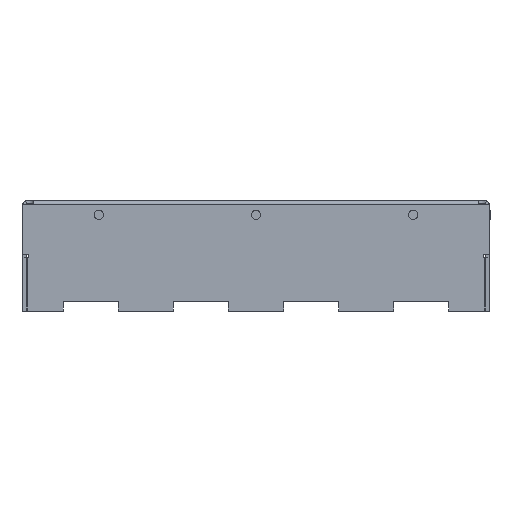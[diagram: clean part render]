
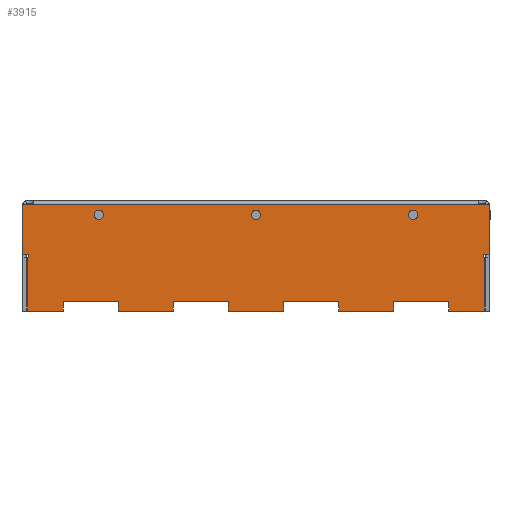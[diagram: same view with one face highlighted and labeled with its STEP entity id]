
A CAD part, front view. The second image highlights one B-rep face of the part: STEP entity #3915.
In plain terms, the highlighted planar face has unit normal (0, -1, 0).
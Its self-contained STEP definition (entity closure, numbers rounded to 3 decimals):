
#100=PLANE('',#4219);
#291=FACE_OUTER_BOUND('',#525,.T.);
#525=EDGE_LOOP('',(#3085,#3086,#3087,#3088,#3089,#3090,#3091,#3092,#3093,
#3094,#3095,#3096,#3097,#3098,#3099,#3100,#3101,#3102,#3103,#3104,#3105,
#3106,#3107,#3108,#3109,#3110,#3111,#3112,#3113,#3114));
#725=LINE('',#5565,#1201);
#895=LINE('',#6013,#1371);
#898=LINE('',#6020,#1374);
#905=LINE('',#6035,#1381);
#909=LINE('',#6042,#1385);
#911=LINE('',#6045,#1387);
#941=LINE('',#6104,#1417);
#943=LINE('',#6107,#1419);
#944=LINE('',#6111,#1420);
#945=LINE('',#6113,#1421);
#946=LINE('',#6115,#1422);
#947=LINE('',#6117,#1423);
#948=LINE('',#6119,#1424);
#949=LINE('',#6121,#1425);
#950=LINE('',#6123,#1426);
#951=LINE('',#6125,#1427);
#952=LINE('',#6127,#1428);
#953=LINE('',#6129,#1429);
#954=LINE('',#6131,#1430);
#955=LINE('',#6133,#1431);
#956=LINE('',#6135,#1432);
#957=LINE('',#6137,#1433);
#958=LINE('',#6139,#1434);
#959=LINE('',#6141,#1435);
#960=LINE('',#6143,#1436);
#961=LINE('',#6145,#1437);
#962=LINE('',#6147,#1438);
#963=LINE('',#6149,#1439);
#964=LINE('',#6151,#1440);
#965=LINE('',#6152,#1441);
#1201=VECTOR('',#4459,24.285);
#1371=VECTOR('',#4795,0.557);
#1374=VECTOR('',#4800,2.935);
#1381=VECTOR('',#4813,0.33);
#1385=VECTOR('',#4819,0.065);
#1387=VECTOR('',#4823,0.13);
#1417=VECTOR('',#4865,1.935);
#1419=VECTOR('',#4869,2.735);
#1420=VECTOR('',#4874,0.557);
#1421=VECTOR('',#4875,2.735);
#1422=VECTOR('',#4876,0.33);
#1423=VECTOR('',#4877,0.13);
#1424=VECTOR('',#4878,0.065);
#1425=VECTOR('',#4879,2.935);
#1426=VECTOR('',#4880,1.935);
#1427=VECTOR('',#4881,0.5);
#1428=VECTOR('',#4882,3.);
#1429=VECTOR('',#4883,0.5);
#1430=VECTOR('',#4884,3.);
#1431=VECTOR('',#4885,0.5);
#1432=VECTOR('',#4886,3.);
#1433=VECTOR('',#4887,0.5);
#1434=VECTOR('',#4888,3.);
#1435=VECTOR('',#4889,0.5);
#1436=VECTOR('',#4890,3.);
#1437=VECTOR('',#4891,0.5);
#1438=VECTOR('',#4892,3.);
#1439=VECTOR('',#4893,0.5);
#1440=VECTOR('',#4894,3.);
#1441=VECTOR('',#4895,0.5);
#1767=VERTEX_POINT('',#5558);
#1770=VERTEX_POINT('',#5563);
#1965=VERTEX_POINT('',#6012);
#1967=VERTEX_POINT('',#6017);
#1968=VERTEX_POINT('',#6019);
#1972=VERTEX_POINT('',#6032);
#1973=VERTEX_POINT('',#6034);
#1975=VERTEX_POINT('',#6040);
#1998=VERTEX_POINT('',#6103);
#1999=VERTEX_POINT('',#6110);
#2000=VERTEX_POINT('',#6112);
#2001=VERTEX_POINT('',#6114);
#2002=VERTEX_POINT('',#6116);
#2003=VERTEX_POINT('',#6118);
#2004=VERTEX_POINT('',#6120);
#2005=VERTEX_POINT('',#6122);
#2006=VERTEX_POINT('',#6124);
#2007=VERTEX_POINT('',#6126);
#2008=VERTEX_POINT('',#6128);
#2009=VERTEX_POINT('',#6130);
#2010=VERTEX_POINT('',#6132);
#2011=VERTEX_POINT('',#6134);
#2012=VERTEX_POINT('',#6136);
#2013=VERTEX_POINT('',#6138);
#2014=VERTEX_POINT('',#6140);
#2015=VERTEX_POINT('',#6142);
#2016=VERTEX_POINT('',#6144);
#2017=VERTEX_POINT('',#6146);
#2018=VERTEX_POINT('',#6148);
#2019=VERTEX_POINT('',#6150);
#2149=EDGE_CURVE('',#1770,#1767,#725,.T.);
#2375=EDGE_CURVE('',#1965,#1767,#895,.T.);
#2378=EDGE_CURVE('',#1968,#1967,#898,.T.);
#2385=EDGE_CURVE('',#1973,#1972,#905,.T.);
#2389=EDGE_CURVE('',#1967,#1975,#909,.T.);
#2391=EDGE_CURVE('',#1975,#1973,#911,.T.);
#2421=EDGE_CURVE('',#1968,#1998,#941,.T.);
#2423=EDGE_CURVE('',#1972,#1965,#943,.T.);
#2424=EDGE_CURVE('',#1770,#1999,#944,.T.);
#2425=EDGE_CURVE('',#2000,#1999,#945,.T.);
#2426=EDGE_CURVE('',#2000,#2001,#946,.T.);
#2427=EDGE_CURVE('',#2001,#2002,#947,.T.);
#2428=EDGE_CURVE('',#2002,#2003,#948,.T.);
#2429=EDGE_CURVE('',#2003,#2004,#949,.T.);
#2430=EDGE_CURVE('',#2005,#2004,#950,.T.);
#2431=EDGE_CURVE('',#2005,#2006,#951,.T.);
#2432=EDGE_CURVE('',#2006,#2007,#952,.T.);
#2433=EDGE_CURVE('',#2007,#2008,#953,.T.);
#2434=EDGE_CURVE('',#2009,#2008,#954,.T.);
#2435=EDGE_CURVE('',#2009,#2010,#955,.T.);
#2436=EDGE_CURVE('',#2010,#2011,#956,.T.);
#2437=EDGE_CURVE('',#2011,#2012,#957,.T.);
#2438=EDGE_CURVE('',#2013,#2012,#958,.T.);
#2439=EDGE_CURVE('',#2013,#2014,#959,.T.);
#2440=EDGE_CURVE('',#2014,#2015,#960,.T.);
#2441=EDGE_CURVE('',#2015,#2016,#961,.T.);
#2442=EDGE_CURVE('',#2017,#2016,#962,.T.);
#2443=EDGE_CURVE('',#2017,#2018,#963,.T.);
#2444=EDGE_CURVE('',#2018,#2019,#964,.T.);
#2445=EDGE_CURVE('',#2019,#1998,#965,.T.);
#3085=ORIENTED_EDGE('',*,*,#2149,.F.);
#3086=ORIENTED_EDGE('',*,*,#2424,.T.);
#3087=ORIENTED_EDGE('',*,*,#2425,.F.);
#3088=ORIENTED_EDGE('',*,*,#2426,.T.);
#3089=ORIENTED_EDGE('',*,*,#2427,.T.);
#3090=ORIENTED_EDGE('',*,*,#2428,.T.);
#3091=ORIENTED_EDGE('',*,*,#2429,.T.);
#3092=ORIENTED_EDGE('',*,*,#2430,.F.);
#3093=ORIENTED_EDGE('',*,*,#2431,.T.);
#3094=ORIENTED_EDGE('',*,*,#2432,.T.);
#3095=ORIENTED_EDGE('',*,*,#2433,.T.);
#3096=ORIENTED_EDGE('',*,*,#2434,.F.);
#3097=ORIENTED_EDGE('',*,*,#2435,.T.);
#3098=ORIENTED_EDGE('',*,*,#2436,.T.);
#3099=ORIENTED_EDGE('',*,*,#2437,.T.);
#3100=ORIENTED_EDGE('',*,*,#2438,.F.);
#3101=ORIENTED_EDGE('',*,*,#2439,.T.);
#3102=ORIENTED_EDGE('',*,*,#2440,.T.);
#3103=ORIENTED_EDGE('',*,*,#2441,.T.);
#3104=ORIENTED_EDGE('',*,*,#2442,.F.);
#3105=ORIENTED_EDGE('',*,*,#2443,.T.);
#3106=ORIENTED_EDGE('',*,*,#2444,.T.);
#3107=ORIENTED_EDGE('',*,*,#2445,.T.);
#3108=ORIENTED_EDGE('',*,*,#2421,.F.);
#3109=ORIENTED_EDGE('',*,*,#2378,.T.);
#3110=ORIENTED_EDGE('',*,*,#2389,.T.);
#3111=ORIENTED_EDGE('',*,*,#2391,.T.);
#3112=ORIENTED_EDGE('',*,*,#2385,.T.);
#3113=ORIENTED_EDGE('',*,*,#2423,.T.);
#3114=ORIENTED_EDGE('',*,*,#2375,.T.);
#3915=ADVANCED_FACE('',(#291),#100,.T.);
#4219=AXIS2_PLACEMENT_3D('',#6109,#4872,#4873);
#4459=DIRECTION('',(1.,0.,0.));
#4795=DIRECTION('',(-1.,0.,0.));
#4800=DIRECTION('',(0.,0.,1.));
#4813=DIRECTION('',(1.,0.,0.));
#4819=DIRECTION('',(-1.,0.,0.));
#4823=DIRECTION('',(0.,0.,1.));
#4865=DIRECTION('',(-1.,0.,0.));
#4869=DIRECTION('',(0.,0.,1.));
#4872=DIRECTION('center_axis',(0.,-1.,0.));
#4873=DIRECTION('ref_axis',(1.,0.,0.));
#4874=DIRECTION('',(-1.,0.,0.));
#4875=DIRECTION('',(0.,0.,1.));
#4876=DIRECTION('',(1.,0.,0.));
#4877=DIRECTION('',(0.,0.,-1.));
#4878=DIRECTION('',(-1.,0.,0.));
#4879=DIRECTION('',(0.,0.,-1.));
#4880=DIRECTION('',(-1.,0.,0.));
#4881=DIRECTION('',(0.,0.,1.));
#4882=DIRECTION('',(1.,0.,0.));
#4883=DIRECTION('',(0.,0.,-1.));
#4884=DIRECTION('',(-1.,0.,0.));
#4885=DIRECTION('',(0.,0.,1.));
#4886=DIRECTION('',(1.,0.,0.));
#4887=DIRECTION('',(0.,0.,-1.));
#4888=DIRECTION('',(-1.,0.,0.));
#4889=DIRECTION('',(0.,0.,1.));
#4890=DIRECTION('',(1.,0.,0.));
#4891=DIRECTION('',(0.,0.,-1.));
#4892=DIRECTION('',(-1.,0.,0.));
#4893=DIRECTION('',(0.,0.,1.));
#4894=DIRECTION('',(1.,0.,0.));
#4895=DIRECTION('',(0.,0.,-1.));
#5558=CARTESIAN_POINT('',(12.143,-19.05,5.8));
#5563=CARTESIAN_POINT('',(-12.143,-19.05,5.8));
#5565=CARTESIAN_POINT('',(-6.35,-19.05,5.8));
#6012=CARTESIAN_POINT('',(12.7,-19.05,5.8));
#6013=CARTESIAN_POINT('',(-0.115,-19.05,5.8));
#6017=CARTESIAN_POINT('',(12.435,-19.05,2.935));
#6019=CARTESIAN_POINT('',(12.435,-19.05,0.));
#6020=CARTESIAN_POINT('',(12.435,-19.05,0.7));
#6032=CARTESIAN_POINT('',(12.7,-19.05,3.065));
#6034=CARTESIAN_POINT('',(12.37,-19.05,3.065));
#6035=CARTESIAN_POINT('',(-0.083,-19.05,3.065));
#6040=CARTESIAN_POINT('',(12.37,-19.05,2.935));
#6042=CARTESIAN_POINT('',(-0.083,-19.05,2.935));
#6045=CARTESIAN_POINT('',(12.37,-19.05,1.5));
#6103=CARTESIAN_POINT('',(10.5,-19.05,0.));
#6104=CARTESIAN_POINT('',(12.7,-19.05,0.));
#6107=CARTESIAN_POINT('',(12.7,-19.05,0.));
#6109=CARTESIAN_POINT('Origin',(-12.7,-19.05,0.));
#6110=CARTESIAN_POINT('',(-12.7,-19.05,5.8));
#6111=CARTESIAN_POINT('',(-12.585,-19.05,5.8));
#6112=CARTESIAN_POINT('',(-12.7,-19.05,3.065));
#6113=CARTESIAN_POINT('',(-12.7,-19.05,0.));
#6114=CARTESIAN_POINT('',(-12.37,-19.05,3.065));
#6115=CARTESIAN_POINT('',(-12.618,-19.05,3.065));
#6116=CARTESIAN_POINT('',(-12.37,-19.05,2.935));
#6117=CARTESIAN_POINT('',(-12.37,-19.05,1.5));
#6118=CARTESIAN_POINT('',(-12.435,-19.05,2.935));
#6119=CARTESIAN_POINT('',(-12.618,-19.05,2.935));
#6120=CARTESIAN_POINT('',(-12.435,-19.05,0.));
#6121=CARTESIAN_POINT('',(-12.435,-19.05,0.7));
#6122=CARTESIAN_POINT('',(-10.5,-19.05,0.));
#6123=CARTESIAN_POINT('',(12.7,-19.05,0.));
#6124=CARTESIAN_POINT('',(-10.5,-19.05,0.5));
#6125=CARTESIAN_POINT('',(-10.5,-19.05,0.125));
#6126=CARTESIAN_POINT('',(-7.5,-19.05,0.5));
#6127=CARTESIAN_POINT('',(-10.85,-19.05,0.5));
#6128=CARTESIAN_POINT('',(-7.5,-19.05,0.));
#6129=CARTESIAN_POINT('',(-7.5,-19.05,0.125));
#6130=CARTESIAN_POINT('',(-4.5,-19.05,0.));
#6131=CARTESIAN_POINT('',(12.7,-19.05,0.));
#6132=CARTESIAN_POINT('',(-4.5,-19.05,0.5));
#6133=CARTESIAN_POINT('',(-4.5,-19.05,0.125));
#6134=CARTESIAN_POINT('',(-1.5,-19.05,0.5));
#6135=CARTESIAN_POINT('',(-7.85,-19.05,0.5));
#6136=CARTESIAN_POINT('',(-1.5,-19.05,0.));
#6137=CARTESIAN_POINT('',(-1.5,-19.05,0.125));
#6138=CARTESIAN_POINT('',(1.5,-19.05,0.));
#6139=CARTESIAN_POINT('',(12.7,-19.05,0.));
#6140=CARTESIAN_POINT('',(1.5,-19.05,0.5));
#6141=CARTESIAN_POINT('',(1.5,-19.05,0.125));
#6142=CARTESIAN_POINT('',(4.5,-19.05,0.5));
#6143=CARTESIAN_POINT('',(-4.85,-19.05,0.5));
#6144=CARTESIAN_POINT('',(4.5,-19.05,0.));
#6145=CARTESIAN_POINT('',(4.5,-19.05,0.125));
#6146=CARTESIAN_POINT('',(7.5,-19.05,0.));
#6147=CARTESIAN_POINT('',(12.7,-19.05,0.));
#6148=CARTESIAN_POINT('',(7.5,-19.05,0.5));
#6149=CARTESIAN_POINT('',(7.5,-19.05,0.125));
#6150=CARTESIAN_POINT('',(10.5,-19.05,0.5));
#6151=CARTESIAN_POINT('',(-1.85,-19.05,0.5));
#6152=CARTESIAN_POINT('',(10.5,-19.05,0.125));
